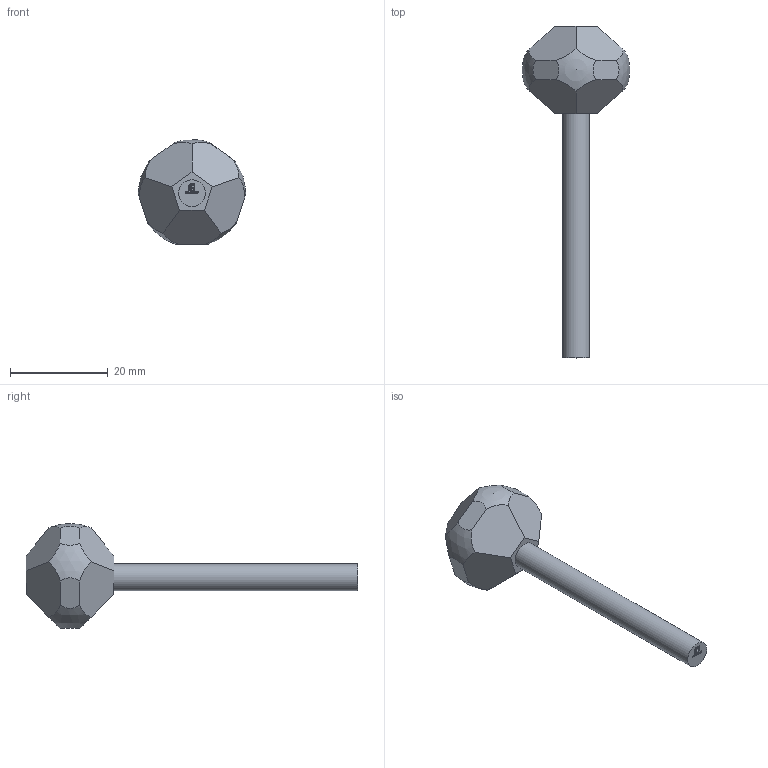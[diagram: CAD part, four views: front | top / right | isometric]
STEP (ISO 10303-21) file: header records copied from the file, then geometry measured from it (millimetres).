
FILE_DESCRIPTION (( 'STEP AP203' ), '1' );
FILE_NAME ('3507.STEP', '2021-10-04T11:55:57', ( '' ), ( '' ), 'SwSTEP 2.0', 'SolidWorks 2018', '' );
FILE_SCHEMA (( 'CONFIG_CONTROL_DESIGN' ));
Length unit declared in the file: millimetre
Products named in the file (2): 3507
Bounding box: 22 x 68 x 21.5 mm (x, y, z)
Volume: 5302.4 mm3; surface area: 2181.4 mm2
Topology: 1 solids, 1 shells, 231 faces, 636 edges, 424 vertices
Faces by surface type: plane 126, bspline 99, sphere 5, cylinder 1
Full cylindrical faces by diameter (mm): 5.5 x1
Entity records: 11963 total; most frequent: CARTESIAN_POINT 6594, ORIENTED_EDGE 1264, DIRECTION 734, EDGE_CURVE 632, VERTEX_POINT 422, LINE 402, VECTOR 402, EDGE_LOOP 250
